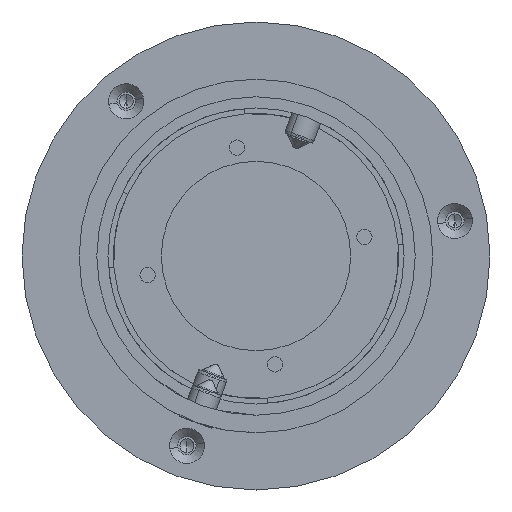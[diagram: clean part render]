
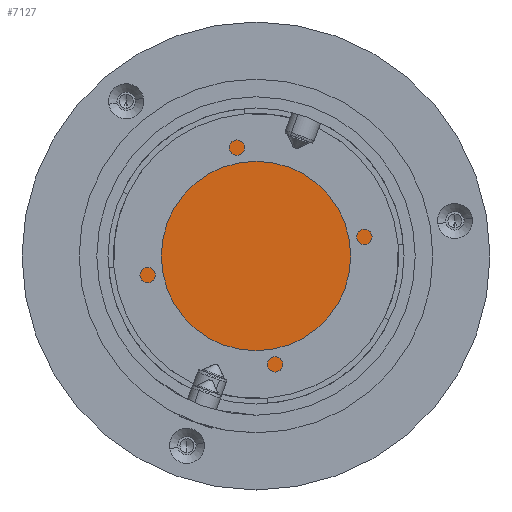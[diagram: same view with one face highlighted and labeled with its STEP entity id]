
A CAD part, front view. The second image highlights one B-rep face of the part: STEP entity #7127.
In plain terms, the highlighted planar face has unit normal (0, -1, 0).
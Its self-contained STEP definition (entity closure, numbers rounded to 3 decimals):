
#262 = FACE_BOUND ( 'NONE', #7050, .T. ) ;
#386 = ORIENTED_EDGE ( 'NONE', *, *, #1674, .T. ) ;
#573 = DIRECTION ( 'NONE',  ( 0., 1., 0. ) ) ;
#669 = EDGE_LOOP ( 'NONE', ( #7646, #1544 ) ) ;
#694 = AXIS2_PLACEMENT_3D ( 'NONE', #5675, #573, #8062 ) ;
#707 = DIRECTION ( 'NONE',  ( 0., 1., 0. ) ) ;
#976 = CARTESIAN_POINT ( 'NONE',  ( -72.198, 838.908, -15.022 ) ) ;
#988 = CIRCLE ( 'NONE', #8914, 84. ) ;
#1035 = EDGE_CURVE ( 'NONE', #1131, #8862, #4102, .T. ) ;
#1131 = VERTEX_POINT ( 'NONE', #6259 ) ;
#1544 = ORIENTED_EDGE ( 'NONE', *, *, #6189, .T. ) ;
#1674 = EDGE_CURVE ( 'NONE', #1855, #4263, #4429, .T. ) ;
#1700 = CARTESIAN_POINT ( 'NONE',  ( -14.27, 838.908, -68.563 ) ) ;
#1717 = DIRECTION ( 'NONE',  ( 0.985, 0., 0.174 ) ) ;
#1727 = AXIS2_PLACEMENT_3D ( 'NONE', #5862, #9162, #8250 ) ;
#1770 = CARTESIAN_POINT ( 'NONE',  ( -33.121, 838.908, 55.624 ) ) ;
#1802 = ORIENTED_EDGE ( 'NONE', *, *, #7753, .T. ) ;
#1855 = VERTEX_POINT ( 'NONE', #1770 ) ;
#1858 = FACE_BOUND ( 'NONE', #669, .T. ) ;
#1928 = CIRCLE ( 'NONE', #7971, 3. ) ;
#2035 = AXIS2_PLACEMENT_3D ( 'NONE', #6109, #3796, #7967 ) ;
#2278 = CARTESIAN_POINT ( 'NONE',  ( -17.225, 838.908, -69.084 ) ) ;
#2450 = EDGE_CURVE ( 'NONE', #8862, #1131, #8940, .T. ) ;
#2514 = ORIENTED_EDGE ( 'NONE', *, *, #9886, .F. ) ;
#2713 = AXIS2_PLACEMENT_3D ( 'NONE', #8097, #707, #1717 ) ;
#2830 = PLANE ( 'NONE',  #2035 ) ;
#2894 = VERTEX_POINT ( 'NONE', #2278 ) ;
#3057 = VERTEX_POINT ( 'NONE', #976 ) ;
#3363 = DIRECTION ( 'NONE',  ( 0.985, 0., 0.174 ) ) ;
#3588 = AXIS2_PLACEMENT_3D ( 'NONE', #3675, #8647, #10086 ) ;
#3592 = EDGE_LOOP ( 'NONE', ( #8588, #2514 ) ) ;
#3663 = CIRCLE ( 'NONE', #9856, 3. ) ;
#3675 = CARTESIAN_POINT ( 'NONE',  ( 81.925, 838.908, 12.154 ) ) ;
#3756 = DIRECTION ( 'NONE',  ( 0., 1., 0. ) ) ;
#3796 = DIRECTION ( 'NONE',  ( 0., 1., 0. ) ) ;
#3831 = EDGE_CURVE ( 'NONE', #9723, #3057, #988, .T. ) ;
#3862 = CARTESIAN_POINT ( 'NONE',  ( 78.97, 838.908, 11.633 ) ) ;
#3963 = CIRCLE ( 'NONE', #1727, 84. ) ;
#4102 = CIRCLE ( 'NONE', #3588, 3. ) ;
#4263 = VERTEX_POINT ( 'NONE', #5483 ) ;
#4429 = CIRCLE ( 'NONE', #2713, 3. ) ;
#4496 = DIRECTION ( 'NONE',  ( 0.985, 0., 0.174 ) ) ;
#4547 = FACE_OUTER_BOUND ( 'NONE', #3592, .T. ) ;
#4562 = CARTESIAN_POINT ( 'NONE',  ( 10.526, 838.908, -0.436 ) ) ;
#4973 = ORIENTED_EDGE ( 'NONE', *, *, #1035, .T. ) ;
#5478 = AXIS2_PLACEMENT_3D ( 'NONE', #8177, #8982, #6277 ) ;
#5483 = CARTESIAN_POINT ( 'NONE',  ( -39.03, 838.908, 54.582 ) ) ;
#5675 = CARTESIAN_POINT ( 'NONE',  ( -36.076, 838.908, 55.103 ) ) ;
#5862 = CARTESIAN_POINT ( 'NONE',  ( 10.526, 838.908, -0.436 ) ) ;
#6008 = CARTESIAN_POINT ( 'NONE',  ( -11.316, 838.908, -68.042 ) ) ;
#6062 = CARTESIAN_POINT ( 'NONE',  ( -14.27, 838.908, -68.563 ) ) ;
#6109 = CARTESIAN_POINT ( 'NONE',  ( 10.526, 838.908, -0.436 ) ) ;
#6189 = EDGE_CURVE ( 'NONE', #2894, #9182, #3663, .T. ) ;
#6259 = CARTESIAN_POINT ( 'NONE',  ( 84.879, 838.908, 12.675 ) ) ;
#6270 = EDGE_LOOP ( 'NONE', ( #386, #1802 ) ) ;
#6277 = DIRECTION ( 'NONE',  ( 0.985, 0., 0.174 ) ) ;
#6612 = ORIENTED_EDGE ( 'NONE', *, *, #2450, .T. ) ;
#7050 = EDGE_LOOP ( 'NONE', ( #4973, #6612 ) ) ;
#7127 = ADVANCED_FACE ( 'NONE', ( #1858, #262, #9458, #4547 ), #2830, .F. ) ;
#7646 = ORIENTED_EDGE ( 'NONE', *, *, #9124, .T. ) ;
#7753 = EDGE_CURVE ( 'NONE', #4263, #1855, #8102, .T. ) ;
#7967 = DIRECTION ( 'NONE',  ( 0., 0., -1. ) ) ;
#7971 = AXIS2_PLACEMENT_3D ( 'NONE', #6062, #10055, #4496 ) ;
#8062 = DIRECTION ( 'NONE',  ( 0.985, 0., 0.174 ) ) ;
#8097 = CARTESIAN_POINT ( 'NONE',  ( -36.076, 838.908, 55.103 ) ) ;
#8102 = CIRCLE ( 'NONE', #694, 3. ) ;
#8177 = CARTESIAN_POINT ( 'NONE',  ( 81.925, 838.908, 12.154 ) ) ;
#8250 = DIRECTION ( 'NONE',  ( 0.985, 0., 0.174 ) ) ;
#8283 = DIRECTION ( 'NONE',  ( 0., 1., 0. ) ) ;
#8588 = ORIENTED_EDGE ( 'NONE', *, *, #3831, .F. ) ;
#8647 = DIRECTION ( 'NONE',  ( 0., 1., 0. ) ) ;
#8739 = CARTESIAN_POINT ( 'NONE',  ( 93.25, 838.908, 14.151 ) ) ;
#8862 = VERTEX_POINT ( 'NONE', #3862 ) ;
#8914 = AXIS2_PLACEMENT_3D ( 'NONE', #4562, #3756, #10340 ) ;
#8940 = CIRCLE ( 'NONE', #5478, 3. ) ;
#8982 = DIRECTION ( 'NONE',  ( 0., 1., 0. ) ) ;
#9124 = EDGE_CURVE ( 'NONE', #9182, #2894, #1928, .T. ) ;
#9162 = DIRECTION ( 'NONE',  ( 0., 1., 0. ) ) ;
#9182 = VERTEX_POINT ( 'NONE', #6008 ) ;
#9458 = FACE_BOUND ( 'NONE', #6270, .T. ) ;
#9723 = VERTEX_POINT ( 'NONE', #8739 ) ;
#9856 = AXIS2_PLACEMENT_3D ( 'NONE', #1700, #8283, #3363 ) ;
#9886 = EDGE_CURVE ( 'NONE', #3057, #9723, #3963, .T. ) ;
#10055 = DIRECTION ( 'NONE',  ( 0., 1., 0. ) ) ;
#10086 = DIRECTION ( 'NONE',  ( 0.985, 0., 0.174 ) ) ;
#10340 = DIRECTION ( 'NONE',  ( 0.985, 0., 0.174 ) ) ;
